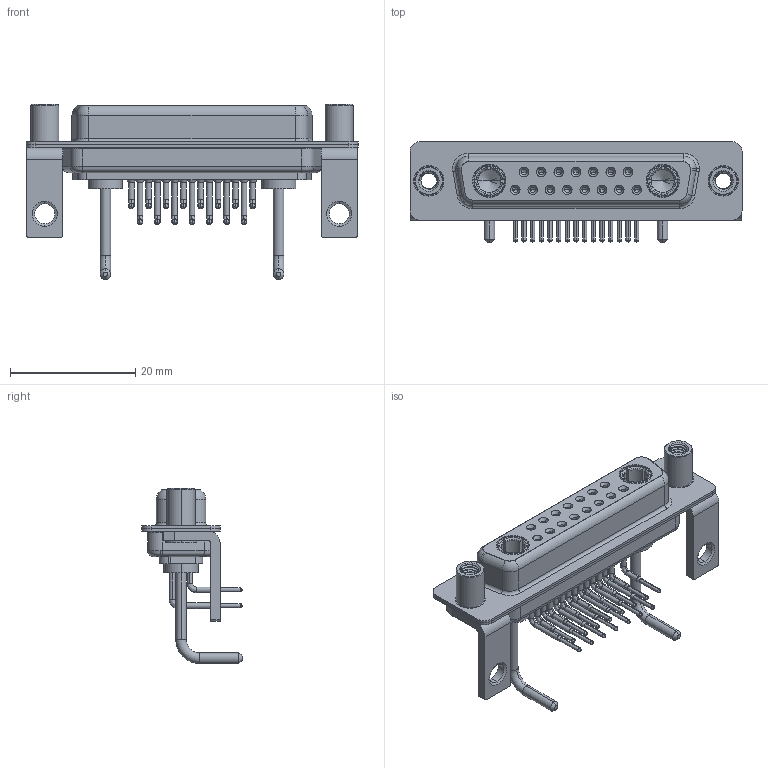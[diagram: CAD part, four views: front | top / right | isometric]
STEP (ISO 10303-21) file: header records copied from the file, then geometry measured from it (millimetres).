
FILE_DESCRIPTION (( 'STEP AP203' ), '1' );
FILE_NAME ('630-17W2250-1NE.STEP', '2022-06-01T23:25:21', ( '' ), ( '' ), 'SwSTEP 2.0', 'SolidWorks 2020', '' );
FILE_SCHEMA (( 'CONFIG_CONTROL_DESIGN' ));
Length unit declared in the file: millimetre
Products named in the file (9): 630Combo Contact Row 2; 630Combo Contact Row 1; 630Combo Housing_17W2; 630Combo Shell Front_25 Contacts; Power Socket_Ext 10A RA; 630-17W2250-1NE; 630Combo Shell Rear_25 Contacts; 630Combo Stabilizer Bracket; 630Combo Threaded Standoff_D
Assembly tree (24 placements, depth 2):
  630-17W2250-1NE
    630Combo Housing_17W2
    630Combo Shell Front_25 Contacts
    630Combo Shell Rear_25 Contacts
    630Combo Stabilizer Bracket  x2
    630Combo Threaded Standoff_D  x2
    Power Socket_Ext 10A RA  x2
    630Combo Contact Row 1  x7
    630Combo Contact Row 2  x8
Bounding box: 53.05 x 16 x 27.98 mm (x, y, z)
Volume: 4324.9 mm3; surface area: 10075.9 mm2
Topology: 26 solids, 26 shells, 1328 faces, 3392 edges, 2146 vertices
Faces by surface type: cylinder 604, plane 372, cone 215, torus 69, bspline 68
Entity records: 23269 total; most frequent: CARTESIAN_POINT 6175, DIRECTION 3525, ORIENTED_EDGE 3158, EDGE_CURVE 1579, AXIS2_PLACEMENT_3D 1450, VERTEX_POINT 1009, CIRCLE 782, EDGE_LOOP 770
